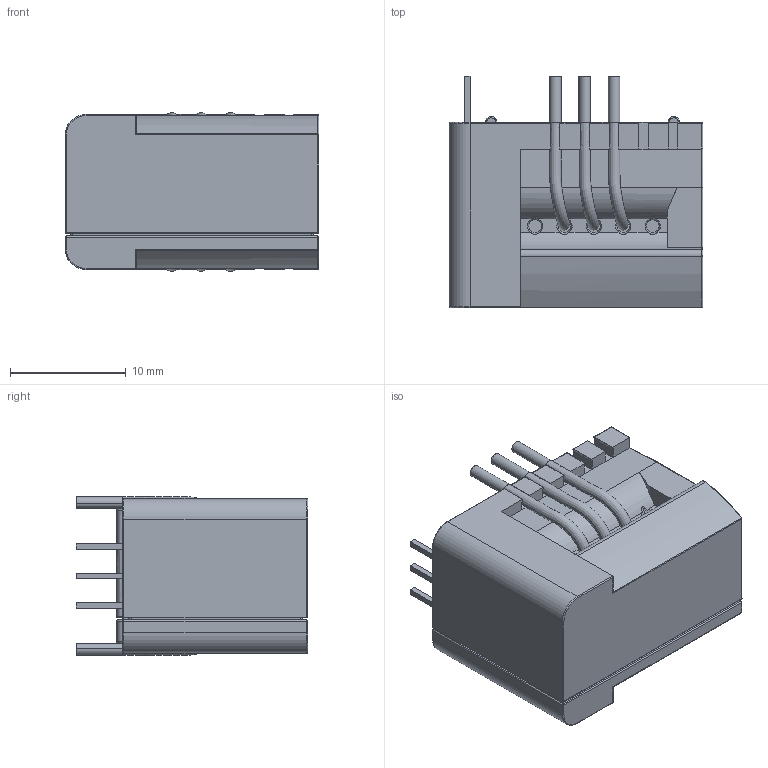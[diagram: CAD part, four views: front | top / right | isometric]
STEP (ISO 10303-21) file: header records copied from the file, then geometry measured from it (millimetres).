
FILE_DESCRIPTION(('CoCreate Modeling STEP Export'),'2;1');
FILE_NAME('CAS 6-15-25-50-NP Blackbox.stp','2009-06-04T15:35:16',(''),(''),'CoCreate Modeling STEP processor for AP214 (Solid Model)','CoCreate Modeling 16.00A 16-Aug-2008 (C) Parametric Technology GmbH','');
FILE_SCHEMA(('AUTOMOTIVE_DESIGN { 1 0 10303 214 1 1 1 1 }'));
Length unit declared in the file: millimetre
Products named in the file (7): 1.Case; jumper.4; jumpers_LTS; sec1; pin_out_3pins; CAS_6-15-25-50-NP_Blackbox
Assembly tree (9 placements, depth 3):
  1.Case
    1.Case
  CAS_6-15-25-50-NP_Blackbox
    pin_out_3pins
      sec1  x3
    jumpers_LTS
      jumper.4  x3
Bounding box: 21.91 x 20 x 13.7 mm (x, y, z)
Volume: 4243.4 mm3; surface area: 2276.9 mm2
Topology: 7 solids, 7 shells, 351 faces, 915 edges, 575 vertices
Faces by surface type: plane 176, cylinder 111, bspline 24, cone 20, torus 14, sphere 4, extrusion 2
Entity records: 17018 total; most frequent: CARTESIAN_POINT 8833, ORIENTED_EDGE 1702, DIRECTION 1586, EDGE_CURVE 851, AXIS2_PLACEMENT_3D 556, VERTEX_POINT 539, VECTOR 474, LINE 472
